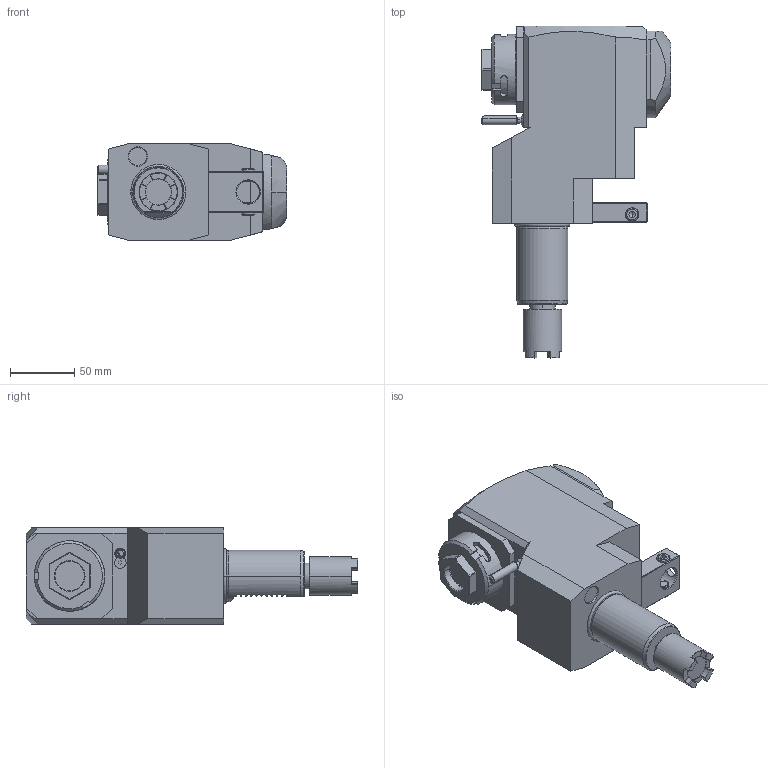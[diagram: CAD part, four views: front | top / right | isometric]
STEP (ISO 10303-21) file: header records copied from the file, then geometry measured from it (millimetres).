
FILE_DESCRIPTION((''),'2;1');
FILE_NAME('NGT1_40_455_32_1_2_120TA','2024-10-28T',('vali'),('NOVA GRUP'),'PRO/ENGINEER BY PARAMETRIC TECHNOLOGY CORPORATION, 2010280','PRO/ENGINEER BY PARAMETRIC TECHNOLOGY CORPORATION, 2010280','');
FILE_SCHEMA(('CONFIG_CONTROL_DESIGN'));
Length unit declared in the file: millimetre
Products named in the file (1): NGT1_40_455_32_1_2_120TA
Bounding box: 147.5 x 258.85 x 75 mm (x, y, z)
Volume: 1305395.2 mm3; surface area: 95167.3 mm2
Topology: 1 solids, 1 shells, 374 faces, 996 edges, 639 vertices
Faces by surface type: plane 222, cone 71, cylinder 70, bspline 6, torus 3, sphere 2
Entity records: 14724 total; most frequent: CARTESIAN_POINT 5706, ORIENTED_EDGE 1984, DIRECTION 1690, EDGE_CURVE 992, VERTEX_POINT 639, VECTOR 576, LINE 576, AXIS2_PLACEMENT_3D 557
